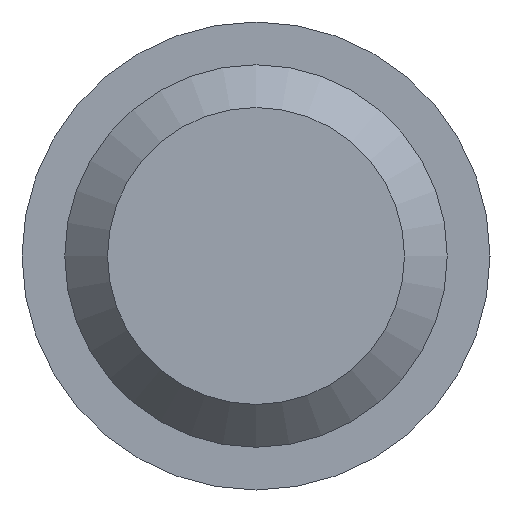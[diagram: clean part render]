
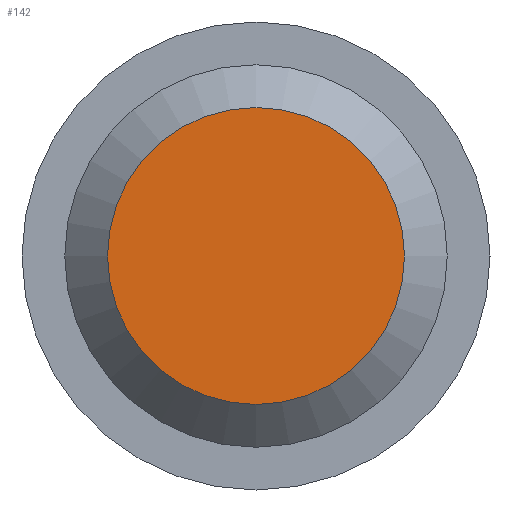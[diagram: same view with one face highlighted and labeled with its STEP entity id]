
A CAD part, left-side view. The second image highlights one B-rep face of the part: STEP entity #142.
In plain terms, the highlighted planar face has unit normal (-1, 0, 0).
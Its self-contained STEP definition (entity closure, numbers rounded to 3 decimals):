
#20=PLANE('',#174);
#25=FACE_OUTER_BOUND('',#34,.T.);
#34=EDGE_LOOP('',(#106));
#56=CIRCLE('',#173,6.95);
#70=VERTEX_POINT('',#252);
#85=EDGE_CURVE('',#70,#70,#56,.T.);
#106=ORIENTED_EDGE('',*,*,#85,.F.);
#142=ADVANCED_FACE('',(#25),#20,.T.);
#173=AXIS2_PLACEMENT_3D('',#254,#202,#203);
#174=AXIS2_PLACEMENT_3D('',#255,#204,#205);
#202=DIRECTION('center_axis',(1.,0.,0.));
#203=DIRECTION('ref_axis',(0.,-1.,0.));
#204=DIRECTION('center_axis',(-1.,0.,0.));
#205=DIRECTION('ref_axis',(0.,0.,1.));
#252=CARTESIAN_POINT('',(0.,6.95,0.));
#254=CARTESIAN_POINT('Origin',(0.,0.,0.));
#255=CARTESIAN_POINT('Origin',(0.,8.95,0.));
